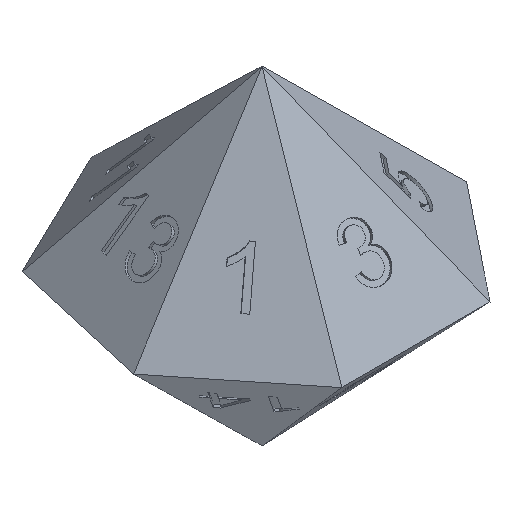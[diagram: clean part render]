
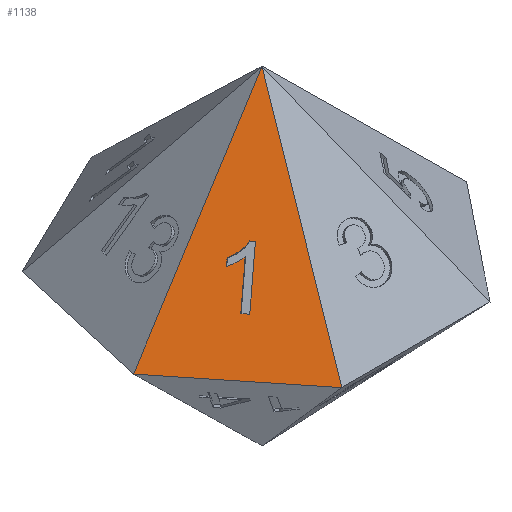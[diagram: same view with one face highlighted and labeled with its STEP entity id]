
A CAD part, isometric view. The second image highlights one B-rep face of the part: STEP entity #1138.
In plain terms, the highlighted planar face has unit normal (-0.571, -0.455, 0.684).
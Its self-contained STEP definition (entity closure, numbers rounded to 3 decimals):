
#273=CARTESIAN_POINT('',(-12.821,-3.082,-0.));
#274=VERTEX_POINT('',#273);
#537=CARTESIAN_POINT('',(-5.706,-12.005,-0.));
#538=VERTEX_POINT('',#537);
#829=CARTESIAN_POINT('',(-12.821,-3.082,0.));
#830=DIRECTION('',(0.623,-0.782,0.));
#831=VECTOR('',#830,11.412);
#832=LINE('',#829,#831);
#833=EDGE_CURVE('',#274,#538,#832,.T.);
#1050=CARTESIAN_POINT('',(-9.264,-7.544,0.));
#1051=DIRECTION('',(-0.571,-0.455,0.684));
#1052=DIRECTION('',(0.768,-0.,0.641));
#1053=AXIS2_PLACEMENT_3D('',#1050,#1051,#1052);
#1054=PLANE('',#1053);
#1055=ORIENTED_EDGE('',*,*,#833,.T.);
#1056=CARTESIAN_POINT('',(0.,-0.156,12.65));
#1057=VERTEX_POINT('',#1056);
#1058=CARTESIAN_POINT('',(-0.,-0.156,12.65));
#1059=DIRECTION('',(-0.313,-0.649,-0.693));
#1060=VECTOR('',#1059,18.248);
#1061=LINE('',#1058,#1060);
#1062=EDGE_CURVE('',#1057,#538,#1061,.T.);
#1063=ORIENTED_EDGE('',*,*,#1062,.F.);
#1064=CARTESIAN_POINT('',(0.,-0.156,12.65));
#1065=DIRECTION('',(-0.703,-0.16,-0.693));
#1066=VECTOR('',#1065,18.248);
#1067=LINE('',#1064,#1066);
#1068=EDGE_CURVE('',#1057,#274,#1067,.T.);
#1069=ORIENTED_EDGE('',*,*,#1068,.T.);
#1070=EDGE_LOOP('',(#1055,#1063,#1069));
#1071=FACE_BOUND('',#1070,.T.);
#1072=CARTESIAN_POINT('',(-4.906,-4.552,5.629));
#1073=VERTEX_POINT('',#1072);
#1074=CARTESIAN_POINT('',(-7.051,-6.263,2.699));
#1075=VERTEX_POINT('',#1074);
#1076=CARTESIAN_POINT('',(-4.906,-4.552,5.629));
#1077=DIRECTION('',(-0.534,-0.426,-0.73));
#1078=VECTOR('',#1077,4.014);
#1079=LINE('',#1076,#1078);
#1080=EDGE_CURVE('',#1073,#1075,#1079,.T.);
#1081=ORIENTED_EDGE('',*,*,#1080,.T.);
#1082=CARTESIAN_POINT('',(-7.357,-5.879,2.699));
#1083=VERTEX_POINT('',#1082);
#1084=CARTESIAN_POINT('',(-7.051,-6.263,2.699));
#1085=DIRECTION('',(-0.623,0.782,-0.));
#1086=VECTOR('',#1085,0.491);
#1087=LINE('',#1084,#1086);
#1088=EDGE_CURVE('',#1075,#1083,#1087,.T.);
#1089=ORIENTED_EDGE('',*,*,#1088,.T.);
#1090=CARTESIAN_POINT('',(-5.686,-4.546,4.982));
#1091=VERTEX_POINT('',#1090);
#1092=CARTESIAN_POINT('',(-7.357,-5.879,2.699));
#1093=DIRECTION('',(0.534,0.426,0.73));
#1094=VECTOR('',#1093,3.127);
#1095=LINE('',#1092,#1094);
#1096=EDGE_CURVE('',#1083,#1091,#1095,.T.);
#1097=ORIENTED_EDGE('',*,*,#1096,.T.);
#1098=CARTESIAN_POINT('',(-6.614,-4.031,4.55));
#1099=VERTEX_POINT('',#1098);
#1100=CARTESIAN_POINT('',(-5.686,-4.546,4.982));
#1101=CARTESIAN_POINT('',(-5.82,-4.502,4.899));
#1102=CARTESIAN_POINT('',(-5.977,-4.429,4.817));
#1103=CARTESIAN_POINT('',(-6.156,-4.327,4.735));
#1104=CARTESIAN_POINT('',(-6.336,-4.225,4.653));
#1105=CARTESIAN_POINT('',(-6.489,-4.126,4.591));
#1106=CARTESIAN_POINT('',(-6.614,-4.031,4.55));
#1107=B_SPLINE_CURVE_WITH_KNOTS('',3,(#1100,#1101,#1102,#1103,#1104,#1105,#1106),.UNSPECIFIED.,.F.,.F.,(4,3,4),(0.,0.5,1.),.UNSPECIFIED.);
#1108=EDGE_CURVE('',#1091,#1099,#1107,.T.);
#1109=ORIENTED_EDGE('',*,*,#1108,.T.);
#1110=CARTESIAN_POINT('',(-6.36,-3.829,4.896));
#1111=VERTEX_POINT('',#1110);
#1112=CARTESIAN_POINT('',(-6.614,-4.031,4.55));
#1113=DIRECTION('',(0.534,0.426,0.73));
#1114=VECTOR('',#1113,0.474);
#1115=LINE('',#1112,#1114);
#1116=EDGE_CURVE('',#1099,#1111,#1115,.T.);
#1117=ORIENTED_EDGE('',*,*,#1116,.T.);
#1118=CARTESIAN_POINT('',(-5.103,-4.305,5.629));
#1119=VERTEX_POINT('',#1118);
#1120=CARTESIAN_POINT('',(-6.36,-3.829,4.896));
#1121=CARTESIAN_POINT('',(-6.12,-3.988,4.99));
#1122=CARTESIAN_POINT('',(-5.887,-4.109,5.104));
#1123=CARTESIAN_POINT('',(-5.661,-4.192,5.238));
#1124=CARTESIAN_POINT('',(-5.435,-4.274,5.372));
#1125=CARTESIAN_POINT('',(-5.249,-4.312,5.502));
#1126=CARTESIAN_POINT('',(-5.103,-4.305,5.629));
#1127=B_SPLINE_CURVE_WITH_KNOTS('',3,(#1120,#1121,#1122,#1123,#1124,#1125,#1126),.UNSPECIFIED.,.F.,.F.,(4,3,4),(0.,0.5,1.),.UNSPECIFIED.);
#1128=EDGE_CURVE('',#1111,#1119,#1127,.T.);
#1129=ORIENTED_EDGE('',*,*,#1128,.T.);
#1130=CARTESIAN_POINT('',(-5.103,-4.305,5.629));
#1131=DIRECTION('',(0.623,-0.782,0.));
#1132=VECTOR('',#1131,0.316);
#1133=LINE('',#1130,#1132);
#1134=EDGE_CURVE('',#1119,#1073,#1133,.T.);
#1135=ORIENTED_EDGE('',*,*,#1134,.T.);
#1136=EDGE_LOOP('',(#1081,#1089,#1097,#1109,#1117,#1129,#1135));
#1137=FACE_BOUND('',#1136,.T.);
#1138=ADVANCED_FACE('',(#1071,#1137),#1054,.T.);
